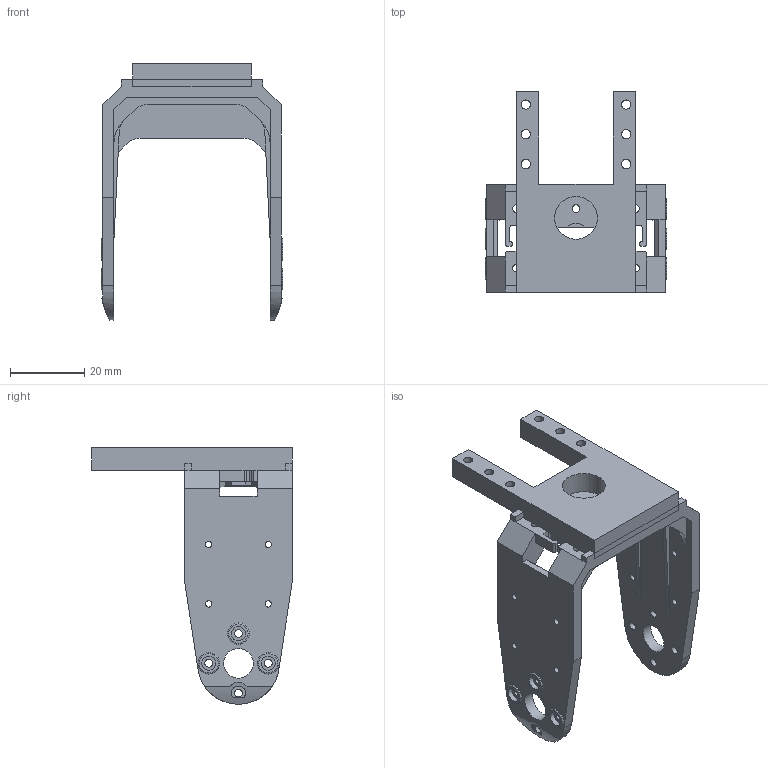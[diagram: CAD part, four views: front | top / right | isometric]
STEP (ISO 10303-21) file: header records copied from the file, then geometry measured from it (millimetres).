
FILE_DESCRIPTION(/* description */ (''),/* implementation_level */ '2;1');
FILE_NAME(/* name */ 'Interfas_4.step',/* time_stamp */ '2022-08-17T00:10:38-05:00',/* author */ ('ferbm'),/* organization */ (''),/* preprocessor_version */ 'ST-DEVELOPER v18.1',/* originating_system */ 'Autodesk Inventor 2021',/* authorisation */ '');
FILE_SCHEMA (('AUTOMOTIVE_DESIGN { 1 0 10303 214 3 1 1 }'));
Length unit declared in the file: millimetre
Products named in the file (1): Interfas_4
Bounding box: 48.8 x 54 x 68.99 mm (x, y, z)
Volume: 19723 mm3; surface area: 16445.9 mm2
Topology: 2 solids, 2 shells, 386 faces, 1087 edges, 721 vertices
Faces by surface type: plane 289, cylinder 91, torus 6
Full cylindrical faces by diameter (mm): 1.7 x8, 2.1 x20, 2.5 x6, 3.8 x6, 5.8 x6, 8 x2, 11.5 x1
Entity records: 12677 total; most frequent: CARTESIAN_POINT 2302, ORIENTED_EDGE 2174, DIRECTION 2054, EDGE_CURVE 1087, LINE 882, VECTOR 882, VERTEX_POINT 721, AXIS2_PLACEMENT_3D 586
